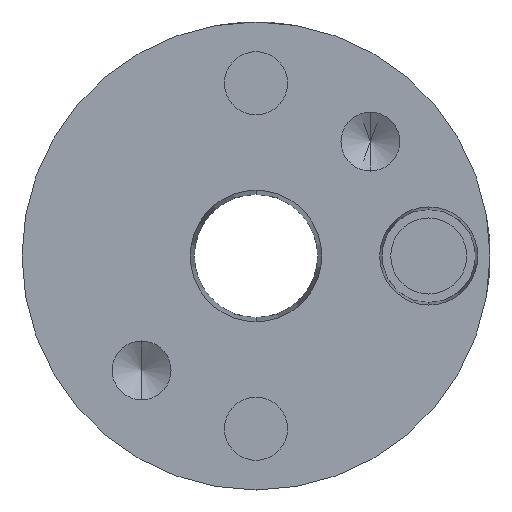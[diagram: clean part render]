
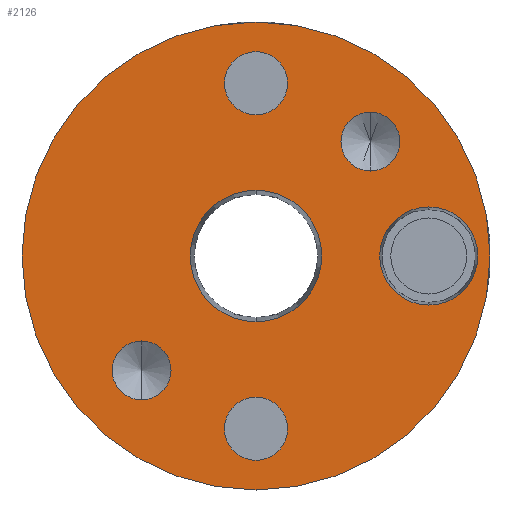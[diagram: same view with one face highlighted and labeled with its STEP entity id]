
A CAD part, front view. The second image highlights one B-rep face of the part: STEP entity #2126.
In plain terms, the highlighted planar face has unit normal (0, -1, 0).
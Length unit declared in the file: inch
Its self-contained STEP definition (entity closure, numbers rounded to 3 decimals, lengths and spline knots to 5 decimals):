
#8 = AXIS2_PLACEMENT_3D ( 'NONE', #821, #2707, #4580 ) ;
#19 = AXIS2_PLACEMENT_3D ( 'NONE', #3880, #603, #1328 ) ;
#57 = CARTESIAN_POINT ( 'NONE',  ( 0., 0., 0. ) ) ;
#94 = DIRECTION ( 'NONE',  ( 0., 0., -1. ) ) ;
#180 = VERTEX_POINT ( 'NONE', #2668 ) ;
#398 = DIRECTION ( 'NONE',  ( 0., -1., 0. ) ) ;
#404 = ORIENTED_EDGE ( 'NONE', *, *, #833, .F. ) ;
#449 = ORIENTED_EDGE ( 'NONE', *, *, #464, .F. ) ;
#464 = EDGE_CURVE ( 'NONE', #957, #4704, #3868, .T. ) ;
#467 = CIRCLE ( 'NONE', #2704, 0.15625 ) ;
#490 = AXIS2_PLACEMENT_3D ( 'NONE', #2021, #532, #2370 ) ;
#503 = VERTEX_POINT ( 'NONE', #2678 ) ;
#504 = DIRECTION ( 'NONE',  ( 0., -1., 0. ) ) ;
#519 = EDGE_LOOP ( 'NONE', ( #2634, #1996 ) ) ;
#532 = DIRECTION ( 'NONE',  ( 0., -1., 0. ) ) ;
#538 = VERTEX_POINT ( 'NONE', #3829 ) ;
#558 = VERTEX_POINT ( 'NONE', #2452 ) ;
#575 = DIRECTION ( 'NONE',  ( 0., 0., -1. ) ) ;
#578 = EDGE_CURVE ( 'NONE', #2330, #4129, #4028, .T. ) ;
#603 = DIRECTION ( 'NONE',  ( 0., 1., 0. ) ) ;
#666 = EDGE_CURVE ( 'NONE', #1071, #4475, #2203, .T. ) ;
#701 = CARTESIAN_POINT ( 'NONE',  ( 0.36416, 0., 0.36416 ) ) ;
#821 = CARTESIAN_POINT ( 'NONE',  ( 0., 0., 0. ) ) ;
#825 = DIRECTION ( 'NONE',  ( 0., 0., -1. ) ) ;
#833 = EDGE_CURVE ( 'NONE', #4475, #1071, #4444, .T. ) ;
#957 = VERTEX_POINT ( 'NONE', #3191 ) ;
#959 = EDGE_LOOP ( 'NONE', ( #4659, #404 ) ) ;
#1021 = ORIENTED_EDGE ( 'NONE', *, *, #3641, .F. ) ;
#1055 = CARTESIAN_POINT ( 'NONE',  ( 0., 0., 0. ) ) ;
#1067 = AXIS2_PLACEMENT_3D ( 'NONE', #3556, #2809, #1766 ) ;
#1071 = VERTEX_POINT ( 'NONE', #1205 ) ;
#1178 = CARTESIAN_POINT ( 'NONE',  ( 0., 0., -0.55 ) ) ;
#1205 = CARTESIAN_POINT ( 'NONE',  ( -0.36416, 0., -0.45791 ) ) ;
#1208 = DIRECTION ( 'NONE',  ( 0., -1., 0. ) ) ;
#1218 = AXIS2_PLACEMENT_3D ( 'NONE', #701, #398, #3653 ) ;
#1314 = CIRCLE ( 'NONE', #4035, 0.15625 ) ;
#1328 = DIRECTION ( 'NONE',  ( 0., 0., 1. ) ) ;
#1384 = CIRCLE ( 'NONE', #1218, 0.09375 ) ;
#1403 = CARTESIAN_POINT ( 'NONE',  ( -0.36416, 0., -0.36416 ) ) ;
#1431 = DIRECTION ( 'NONE',  ( 0., 0., -1. ) ) ;
#1565 = EDGE_CURVE ( 'NONE', #180, #1956, #4351, .T. ) ;
#1602 = EDGE_CURVE ( 'NONE', #3914, #3303, #1314, .T. ) ;
#1681 = DIRECTION ( 'NONE',  ( 0., 0., -1. ) ) ;
#1704 = AXIS2_PLACEMENT_3D ( 'NONE', #1055, #4105, #94 ) ;
#1738 = FACE_BOUND ( 'NONE', #3370, .T. ) ;
#1761 = EDGE_LOOP ( 'NONE', ( #4410, #1790 ) ) ;
#1766 = DIRECTION ( 'NONE',  ( 0., 0., -1. ) ) ;
#1790 = ORIENTED_EDGE ( 'NONE', *, *, #1602, .F. ) ;
#1813 = FACE_BOUND ( 'NONE', #959, .T. ) ;
#1869 = AXIS2_PLACEMENT_3D ( 'NONE', #4168, #1208, #825 ) ;
#1950 = AXIS2_PLACEMENT_3D ( 'NONE', #4203, #3465, #1681 ) ;
#1956 = VERTEX_POINT ( 'NONE', #4263 ) ;
#1968 = EDGE_LOOP ( 'NONE', ( #2368, #4692 ) ) ;
#1994 = DIRECTION ( 'NONE',  ( 0., -1., 0. ) ) ;
#1996 = ORIENTED_EDGE ( 'NONE', *, *, #3740, .F. ) ;
#1998 = DIRECTION ( 'NONE',  ( 0., -1., 0. ) ) ;
#2021 = CARTESIAN_POINT ( 'NONE',  ( -0.36416, 0., -0.36416 ) ) ;
#2047 = CARTESIAN_POINT ( 'NONE',  ( -0.36416, 0., -0.27041 ) ) ;
#2126 = ADVANCED_FACE ( 'NONE', ( #1813, #1738, #2842, #2500, #3965, #2131, #3590 ), #4711, .T. ) ;
#2131 = FACE_BOUND ( 'NONE', #1968, .T. ) ;
#2188 = EDGE_CURVE ( 'NONE', #3303, #3914, #467, .T. ) ;
#2203 = CIRCLE ( 'NONE', #3268, 0.09375 ) ;
#2250 = DIRECTION ( 'NONE',  ( 0., 0., -1. ) ) ;
#2330 = VERTEX_POINT ( 'NONE', #4010 ) ;
#2343 = AXIS2_PLACEMENT_3D ( 'NONE', #57, #3300, #2978 ) ;
#2349 = AXIS2_PLACEMENT_3D ( 'NONE', #4432, #3326, #1431 ) ;
#2368 = ORIENTED_EDGE ( 'NONE', *, *, #3793, .F. ) ;
#2370 = DIRECTION ( 'NONE',  ( 0., 0., -1. ) ) ;
#2407 = CIRCLE ( 'NONE', #8, 0.20931 ) ;
#2437 = CARTESIAN_POINT ( 'NONE',  ( 0.55, 0., 0.15625 ) ) ;
#2452 = CARTESIAN_POINT ( 'NONE',  ( 0., 0., -0.4495 ) ) ;
#2500 = FACE_BOUND ( 'NONE', #519, .T. ) ;
#2528 = EDGE_CURVE ( 'NONE', #503, #538, #1384, .T. ) ;
#2634 = ORIENTED_EDGE ( 'NONE', *, *, #2702, .F. ) ;
#2649 = EDGE_CURVE ( 'NONE', #4129, #2330, #3708, .T. ) ;
#2668 = CARTESIAN_POINT ( 'NONE',  ( 0., 0., 0.20931 ) ) ;
#2678 = CARTESIAN_POINT ( 'NONE',  ( 0.36416, 0., 0.27041 ) ) ;
#2702 = EDGE_CURVE ( 'NONE', #3750, #558, #2777, .T. ) ;
#2704 = AXIS2_PLACEMENT_3D ( 'NONE', #3705, #4071, #2250 ) ;
#2707 = DIRECTION ( 'NONE',  ( 0., -1., 0. ) ) ;
#2731 = ORIENTED_EDGE ( 'NONE', *, *, #2649, .F. ) ;
#2740 = CARTESIAN_POINT ( 'NONE',  ( 0.55, 0., 0. ) ) ;
#2762 = EDGE_CURVE ( 'NONE', #538, #503, #4651, .T. ) ;
#2777 = CIRCLE ( 'NONE', #4093, 0.1005 ) ;
#2799 = CARTESIAN_POINT ( 'NONE',  ( 0.55, 0., -0.15625 ) ) ;
#2809 = DIRECTION ( 'NONE',  ( 0., -1., 0. ) ) ;
#2835 = EDGE_LOOP ( 'NONE', ( #1021, #449 ) ) ;
#2842 = FACE_BOUND ( 'NONE', #3117, .T. ) ;
#2978 = DIRECTION ( 'NONE',  ( 0., 0., 1. ) ) ;
#3038 = DIRECTION ( 'NONE',  ( 0., 0., -1. ) ) ;
#3117 = EDGE_LOOP ( 'NONE', ( #4591, #2731 ) ) ;
#3191 = CARTESIAN_POINT ( 'NONE',  ( 0., 0., -0.745 ) ) ;
#3268 = AXIS2_PLACEMENT_3D ( 'NONE', #1403, #4664, #3273 ) ;
#3273 = DIRECTION ( 'NONE',  ( 0., 0., -1. ) ) ;
#3300 = DIRECTION ( 'NONE',  ( 0., 1., 0. ) ) ;
#3303 = VERTEX_POINT ( 'NONE', #2799 ) ;
#3326 = DIRECTION ( 'NONE',  ( 0., -1., 0. ) ) ;
#3370 = EDGE_LOOP ( 'NONE', ( #3607, #4373 ) ) ;
#3465 = DIRECTION ( 'NONE',  ( 0., -1., 0. ) ) ;
#3556 = CARTESIAN_POINT ( 'NONE',  ( 0.36416, 0., 0.36416 ) ) ;
#3590 = FACE_OUTER_BOUND ( 'NONE', #2835, .T. ) ;
#3607 = ORIENTED_EDGE ( 'NONE', *, *, #2528, .F. ) ;
#3641 = EDGE_CURVE ( 'NONE', #4704, #957, #4106, .T. ) ;
#3653 = DIRECTION ( 'NONE',  ( 0., 0., -1. ) ) ;
#3705 = CARTESIAN_POINT ( 'NONE',  ( 0.55, 0., 0. ) ) ;
#3708 = CIRCLE ( 'NONE', #1869, 0.1005 ) ;
#3740 = EDGE_CURVE ( 'NONE', #558, #3750, #4327, .T. ) ;
#3750 = VERTEX_POINT ( 'NONE', #4215 ) ;
#3771 = AXIS2_PLACEMENT_3D ( 'NONE', #1178, #504, #3038 ) ;
#3793 = EDGE_CURVE ( 'NONE', #1956, #180, #2407, .T. ) ;
#3829 = CARTESIAN_POINT ( 'NONE',  ( 0.36416, 0., 0.45791 ) ) ;
#3842 = DIRECTION ( 'NONE',  ( 0., 0., -1. ) ) ;
#3868 = CIRCLE ( 'NONE', #2343, 0.745 ) ;
#3880 = CARTESIAN_POINT ( 'NONE',  ( 0., 0., 0. ) ) ;
#3914 = VERTEX_POINT ( 'NONE', #2437 ) ;
#3965 = FACE_BOUND ( 'NONE', #1761, .T. ) ;
#4010 = CARTESIAN_POINT ( 'NONE',  ( 0., 0., 0.4495 ) ) ;
#4028 = CIRCLE ( 'NONE', #1950, 0.1005 ) ;
#4035 = AXIS2_PLACEMENT_3D ( 'NONE', #2740, #1998, #575 ) ;
#4071 = DIRECTION ( 'NONE',  ( 0., -1., 0. ) ) ;
#4093 = AXIS2_PLACEMENT_3D ( 'NONE', #4147, #1994, #3842 ) ;
#4105 = DIRECTION ( 'NONE',  ( 0., -1., 0. ) ) ;
#4106 = CIRCLE ( 'NONE', #19, 0.745 ) ;
#4129 = VERTEX_POINT ( 'NONE', #4177 ) ;
#4147 = CARTESIAN_POINT ( 'NONE',  ( 0., 0., -0.55 ) ) ;
#4168 = CARTESIAN_POINT ( 'NONE',  ( 0., 0., 0.55 ) ) ;
#4177 = CARTESIAN_POINT ( 'NONE',  ( 0., 0., 0.6505 ) ) ;
#4203 = CARTESIAN_POINT ( 'NONE',  ( 0., 0., 0.55 ) ) ;
#4215 = CARTESIAN_POINT ( 'NONE',  ( 0., 0., -0.6505 ) ) ;
#4263 = CARTESIAN_POINT ( 'NONE',  ( 0., 0., -0.20931 ) ) ;
#4327 = CIRCLE ( 'NONE', #3771, 0.1005 ) ;
#4351 = CIRCLE ( 'NONE', #2349, 0.20931 ) ;
#4373 = ORIENTED_EDGE ( 'NONE', *, *, #2762, .F. ) ;
#4410 = ORIENTED_EDGE ( 'NONE', *, *, #2188, .F. ) ;
#4432 = CARTESIAN_POINT ( 'NONE',  ( 0., 0., 0. ) ) ;
#4444 = CIRCLE ( 'NONE', #490, 0.09375 ) ;
#4475 = VERTEX_POINT ( 'NONE', #2047 ) ;
#4580 = DIRECTION ( 'NONE',  ( 0., 0., -1. ) ) ;
#4591 = ORIENTED_EDGE ( 'NONE', *, *, #578, .F. ) ;
#4624 = CARTESIAN_POINT ( 'NONE',  ( 0., 0., 0.745 ) ) ;
#4651 = CIRCLE ( 'NONE', #1067, 0.09375 ) ;
#4659 = ORIENTED_EDGE ( 'NONE', *, *, #666, .F. ) ;
#4664 = DIRECTION ( 'NONE',  ( 0., -1., 0. ) ) ;
#4692 = ORIENTED_EDGE ( 'NONE', *, *, #1565, .F. ) ;
#4704 = VERTEX_POINT ( 'NONE', #4624 ) ;
#4711 = PLANE ( 'NONE',  #1704 ) ;
